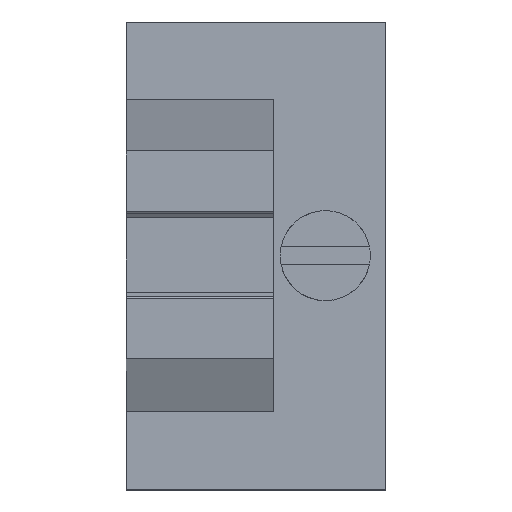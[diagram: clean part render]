
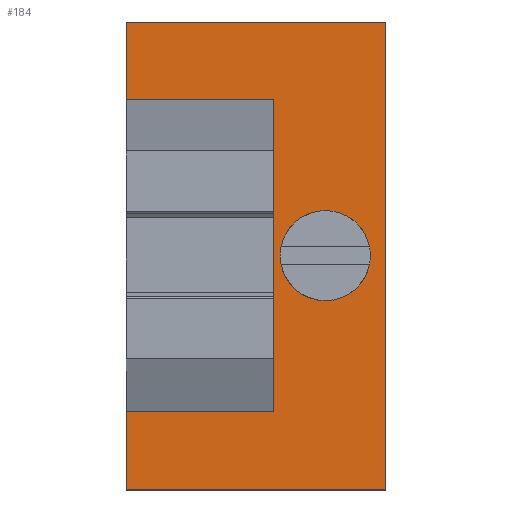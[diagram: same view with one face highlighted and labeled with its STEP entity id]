
A CAD part, top view. The second image highlights one B-rep face of the part: STEP entity #184.
In plain terms, the highlighted planar face has unit normal (0, 0, 1).
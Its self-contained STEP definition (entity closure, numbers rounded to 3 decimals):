
#114=AXIS2_PLACEMENT_3D('Plane Axis2P3D',#111,#112,#113) ;
#168=AXIS2_PLACEMENT_3D('Circle Axis2P3D',#166,#167,$) ;
#177=AXIS2_PLACEMENT_3D('Circle Axis2P3D',#175,#176,$) ;
#42=CARTESIAN_POINT('Vertex',(15.,0.,11.)) ;
#45=CARTESIAN_POINT('Line Origine',(7.5,0.,11.)) ;
#49=CARTESIAN_POINT('Vertex',(0.,0.,11.)) ;
#95=CARTESIAN_POINT('Vertex',(15.,27.,11.)) ;
#98=CARTESIAN_POINT('Line Origine',(15.,13.5,11.)) ;
#111=CARTESIAN_POINT('Axis2P3D Location',(0.,8.5,11.)) ;
#116=CARTESIAN_POINT('Line Origine',(4.25,18.5,11.)) ;
#120=CARTESIAN_POINT('Vertex',(0.,18.5,11.)) ;
#122=CARTESIAN_POINT('Vertex',(8.5,18.5,11.)) ;
#125=CARTESIAN_POINT('Line Origine',(8.5,13.5,11.)) ;
#129=CARTESIAN_POINT('Vertex',(8.5,8.5,11.)) ;
#132=CARTESIAN_POINT('Line Origine',(4.25,8.5,11.)) ;
#136=CARTESIAN_POINT('Vertex',(0.,8.5,11.)) ;
#139=CARTESIAN_POINT('Line Origine',(0.,4.25,11.)) ;
#144=CARTESIAN_POINT('Line Origine',(7.5,27.,11.)) ;
#148=CARTESIAN_POINT('Vertex',(0.,27.,11.)) ;
#151=CARTESIAN_POINT('Line Origine',(0.,22.75,11.)) ;
#166=CARTESIAN_POINT('Axis2P3D Location',(11.5,13.5,11.)) ;
#170=CARTESIAN_POINT('Vertex',(9.4,13.5,11.)) ;
#172=CARTESIAN_POINT('Vertex',(13.6,13.5,11.)) ;
#175=CARTESIAN_POINT('Axis2P3D Location',(11.5,13.5,11.)) ;
#46=DIRECTION('Vector Direction',(1.,0.,0.)) ;
#99=DIRECTION('Vector Direction',(0.,1.,0.)) ;
#112=DIRECTION('Axis2P3D Direction',(0.,0.,-1.)) ;
#113=DIRECTION('Axis2P3D XDirection',(0.,1.,0.)) ;
#117=DIRECTION('Vector Direction',(1.,0.,0.)) ;
#126=DIRECTION('Vector Direction',(0.,1.,0.)) ;
#133=DIRECTION('Vector Direction',(1.,0.,0.)) ;
#140=DIRECTION('Vector Direction',(0.,1.,0.)) ;
#145=DIRECTION('Vector Direction',(1.,0.,0.)) ;
#152=DIRECTION('Vector Direction',(0.,1.,0.)) ;
#167=DIRECTION('Axis2P3D Direction',(0.,0.,-1.)) ;
#176=DIRECTION('Axis2P3D Direction',(0.,0.,-1.)) ;
#47=VECTOR('Line Direction',#46,1.) ;
#100=VECTOR('Line Direction',#99,1.) ;
#118=VECTOR('Line Direction',#117,1.) ;
#127=VECTOR('Line Direction',#126,1.) ;
#134=VECTOR('Line Direction',#133,1.) ;
#141=VECTOR('Line Direction',#140,1.) ;
#146=VECTOR('Line Direction',#145,1.) ;
#153=VECTOR('Line Direction',#152,1.) ;
#157=ORIENTED_EDGE('',*,*,#124,.T.) ;
#158=ORIENTED_EDGE('',*,*,#131,.T.) ;
#159=ORIENTED_EDGE('',*,*,#138,.F.) ;
#160=ORIENTED_EDGE('',*,*,#143,.F.) ;
#161=ORIENTED_EDGE('',*,*,#51,.T.) ;
#162=ORIENTED_EDGE('',*,*,#102,.T.) ;
#163=ORIENTED_EDGE('',*,*,#150,.F.) ;
#164=ORIENTED_EDGE('',*,*,#155,.F.) ;
#181=ORIENTED_EDGE('',*,*,#174,.F.) ;
#182=ORIENTED_EDGE('',*,*,#179,.F.) ;
#183=FACE_BOUND('',#180,.T.) ;
#184=ADVANCED_FACE('Manifold Brep',(#165,#183),#115,.F.) ;
#169=CIRCLE('generated circle',#168,2.1) ;
#178=CIRCLE('generated circle',#177,2.1) ;
#51=EDGE_CURVE('',#50,#43,#48,.T.) ;
#102=EDGE_CURVE('',#43,#96,#101,.T.) ;
#124=EDGE_CURVE('',#121,#123,#119,.T.) ;
#131=EDGE_CURVE('',#123,#130,#128,.F.) ;
#138=EDGE_CURVE('',#137,#130,#135,.T.) ;
#143=EDGE_CURVE('',#50,#137,#142,.T.) ;
#150=EDGE_CURVE('',#149,#96,#147,.T.) ;
#155=EDGE_CURVE('',#121,#149,#154,.T.) ;
#174=EDGE_CURVE('',#171,#173,#169,.F.) ;
#179=EDGE_CURVE('',#173,#171,#178,.F.) ;
#156=EDGE_LOOP('',(#157,#158,#159,#160,#161,#162,#163,#164)) ;
#180=EDGE_LOOP('',(#181,#182)) ;
#165=FACE_OUTER_BOUND('',#156,.T.) ;
#48=LINE('Line',#45,#47) ;
#101=LINE('Line',#98,#100) ;
#119=LINE('Line',#116,#118) ;
#128=LINE('Line',#125,#127) ;
#135=LINE('Line',#132,#134) ;
#142=LINE('Line',#139,#141) ;
#147=LINE('Line',#144,#146) ;
#154=LINE('Line',#151,#153) ;
#115=PLANE('',#114) ;
#43=VERTEX_POINT('',#42) ;
#50=VERTEX_POINT('',#49) ;
#96=VERTEX_POINT('',#95) ;
#121=VERTEX_POINT('',#120) ;
#123=VERTEX_POINT('',#122) ;
#130=VERTEX_POINT('',#129) ;
#137=VERTEX_POINT('',#136) ;
#149=VERTEX_POINT('',#148) ;
#171=VERTEX_POINT('',#170) ;
#173=VERTEX_POINT('',#172) ;
